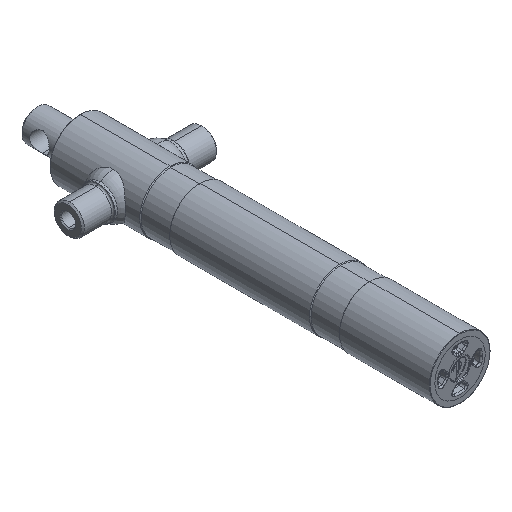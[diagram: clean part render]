
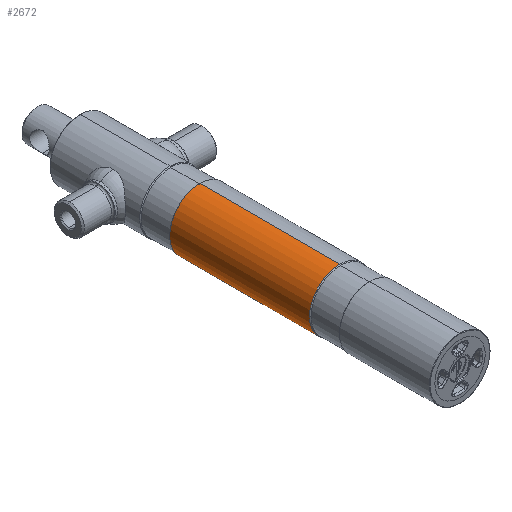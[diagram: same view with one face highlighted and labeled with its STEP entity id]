
A CAD part, isometric view. The second image highlights one B-rep face of the part: STEP entity #2672.
In plain terms, the highlighted cylindrical face has radius 40.4 mm (diameter 80.8 mm), a partial arc.
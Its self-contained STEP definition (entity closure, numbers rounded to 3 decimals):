
#73 = AXIS2_PLACEMENT_3D ( 'NONE', #791, #5554, #1490 ) ;
#319 = EDGE_CURVE ( 'NONE', #1645, #5252, #7388, .T. ) ;
#459 = ORIENTED_EDGE ( 'NONE', *, *, #319, .F. ) ;
#599 = DIRECTION ( 'NONE',  ( 0., 1., 0. ) ) ;
#670 = CIRCLE ( 'NONE', #73, 40.4 ) ;
#758 = FACE_OUTER_BOUND ( 'NONE', #4814, .T. ) ;
#766 = VERTEX_POINT ( 'NONE', #2477 ) ;
#791 = CARTESIAN_POINT ( 'NONE',  ( 0., 160., 0. ) ) ;
#867 = CYLINDRICAL_SURFACE ( 'NONE', #7056, 40.4 ) ;
#989 = ORIENTED_EDGE ( 'NONE', *, *, #1336, .F. ) ;
#1336 = EDGE_CURVE ( 'NONE', #7767, #1645, #3907, .T. ) ;
#1490 = DIRECTION ( 'NONE',  ( 0., 0., 1. ) ) ;
#1645 = VERTEX_POINT ( 'NONE', #3496 ) ;
#1880 = AXIS2_PLACEMENT_3D ( 'NONE', #6636, #8121, #4100 ) ;
#2477 = CARTESIAN_POINT ( 'NONE',  ( 0., 160., 40.4 ) ) ;
#2672 = ADVANCED_FACE ( 'NONE', ( #758 ), #867, .T. ) ;
#2751 = EDGE_CURVE ( 'NONE', #7767, #766, #670, .T. ) ;
#2867 = ORIENTED_EDGE ( 'NONE', *, *, #5771, .T. ) ;
#3336 = CARTESIAN_POINT ( 'NONE',  ( 0., 305.389, 40.4 ) ) ;
#3496 = CARTESIAN_POINT ( 'NONE',  ( 0., 346., -40.4 ) ) ;
#3664 = VECTOR ( 'NONE', #5471, 1000. ) ;
#3907 = LINE ( 'NONE', #7515, #3664 ) ;
#4100 = DIRECTION ( 'NONE',  ( 0., 0., 1. ) ) ;
#4538 = ORIENTED_EDGE ( 'NONE', *, *, #2751, .T. ) ;
#4814 = EDGE_LOOP ( 'NONE', ( #989, #4538, #2867, #459 ) ) ;
#5252 = VERTEX_POINT ( 'NONE', #7373 ) ;
#5471 = DIRECTION ( 'NONE',  ( 0., 1., 0. ) ) ;
#5554 = DIRECTION ( 'NONE',  ( 0., 1., 0. ) ) ;
#5771 = EDGE_CURVE ( 'NONE', #766, #5252, #7479, .T. ) ;
#6101 = CARTESIAN_POINT ( 'NONE',  ( 0., 305.389, 0. ) ) ;
#6541 = CARTESIAN_POINT ( 'NONE',  ( 0., 160., -40.4 ) ) ;
#6636 = CARTESIAN_POINT ( 'NONE',  ( 0., 346., 0. ) ) ;
#6763 = DIRECTION ( 'NONE',  ( 0., 1., 0. ) ) ;
#7056 = AXIS2_PLACEMENT_3D ( 'NONE', #6101, #6763, #7453 ) ;
#7373 = CARTESIAN_POINT ( 'NONE',  ( 0., 346., 40.4 ) ) ;
#7386 = VECTOR ( 'NONE', #599, 1000. ) ;
#7388 = CIRCLE ( 'NONE', #1880, 40.4 ) ;
#7453 = DIRECTION ( 'NONE',  ( 0., 0., 1. ) ) ;
#7479 = LINE ( 'NONE', #3336, #7386 ) ;
#7515 = CARTESIAN_POINT ( 'NONE',  ( 0., 305.389, -40.4 ) ) ;
#7767 = VERTEX_POINT ( 'NONE', #6541 ) ;
#8121 = DIRECTION ( 'NONE',  ( 0., 1., 0. ) ) ;
